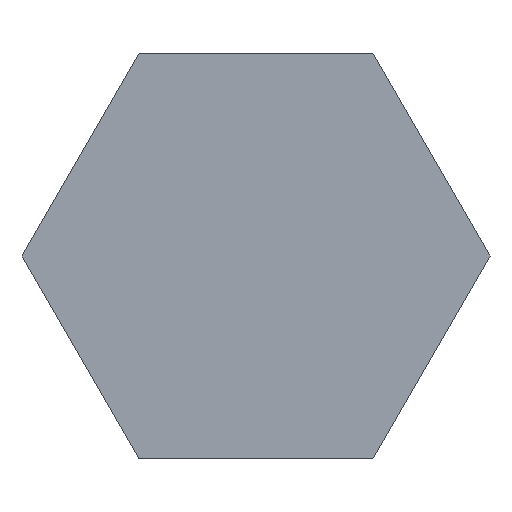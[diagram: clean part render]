
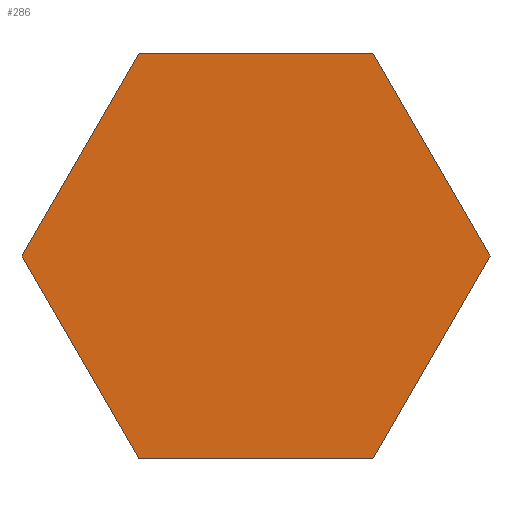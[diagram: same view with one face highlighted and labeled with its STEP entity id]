
A CAD part, front view. The second image highlights one B-rep face of the part: STEP entity #286.
In plain terms, the highlighted planar face has unit normal (0, -1, 0).
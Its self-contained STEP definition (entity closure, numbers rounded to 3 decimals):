
#32=LINE('',#482,#58);
#34=LINE('',#486,#60);
#36=LINE('',#490,#62);
#38=LINE('',#494,#64);
#40=LINE('',#498,#66);
#42=LINE('',#501,#68);
#58=VECTOR('',#397,10.);
#60=VECTOR('',#401,10.);
#62=VECTOR('',#405,10.);
#64=VECTOR('',#409,10.);
#66=VECTOR('',#413,10.);
#68=VECTOR('',#417,10.);
#82=PLANE('',#337);
#99=FACE_OUTER_BOUND('',#117,.T.);
#117=EDGE_LOOP('',(#258,#259,#260,#261,#262,#263));
#149=VERTEX_POINT('',#479);
#150=VERTEX_POINT('',#481);
#151=VERTEX_POINT('',#485);
#152=VERTEX_POINT('',#489);
#153=VERTEX_POINT('',#493);
#154=VERTEX_POINT('',#497);
#181=EDGE_CURVE('',#150,#149,#32,.T.);
#183=EDGE_CURVE('',#151,#150,#34,.T.);
#185=EDGE_CURVE('',#152,#151,#36,.T.);
#187=EDGE_CURVE('',#153,#152,#38,.T.);
#189=EDGE_CURVE('',#154,#153,#40,.T.);
#191=EDGE_CURVE('',#149,#154,#42,.T.);
#258=ORIENTED_EDGE('',*,*,#191,.T.);
#259=ORIENTED_EDGE('',*,*,#189,.T.);
#260=ORIENTED_EDGE('',*,*,#187,.T.);
#261=ORIENTED_EDGE('',*,*,#185,.T.);
#262=ORIENTED_EDGE('',*,*,#183,.T.);
#263=ORIENTED_EDGE('',*,*,#181,.T.);
#286=ADVANCED_FACE('',(#99),#82,.T.);
#337=AXIS2_PLACEMENT_3D('',#502,#418,#419);
#397=DIRECTION('',(-1.,0.,0.));
#401=DIRECTION('',(-0.5,0.,0.866));
#405=DIRECTION('',(0.5,0.,0.866));
#409=DIRECTION('',(1.,0.,0.));
#413=DIRECTION('',(0.5,0.,-0.866));
#417=DIRECTION('',(-0.5,0.,-0.866));
#418=DIRECTION('center_axis',(0.,-1.,0.));
#419=DIRECTION('ref_axis',(0.,0.,-1.));
#479=CARTESIAN_POINT('',(-3.464,-22.5,6.));
#481=CARTESIAN_POINT('',(3.464,-22.5,6.));
#482=CARTESIAN_POINT('',(3.464,-22.5,6.));
#485=CARTESIAN_POINT('',(6.928,-22.5,0.));
#486=CARTESIAN_POINT('',(6.928,-22.5,0.));
#489=CARTESIAN_POINT('',(3.464,-22.5,-6.));
#490=CARTESIAN_POINT('',(3.464,-22.5,-6.));
#493=CARTESIAN_POINT('',(-3.464,-22.5,-6.));
#494=CARTESIAN_POINT('',(-3.464,-22.5,-6.));
#497=CARTESIAN_POINT('',(-6.928,-22.5,0.));
#498=CARTESIAN_POINT('',(-6.928,-22.5,0.));
#501=CARTESIAN_POINT('',(-3.464,-22.5,6.));
#502=CARTESIAN_POINT('Origin',(0.,-22.5,0.));
